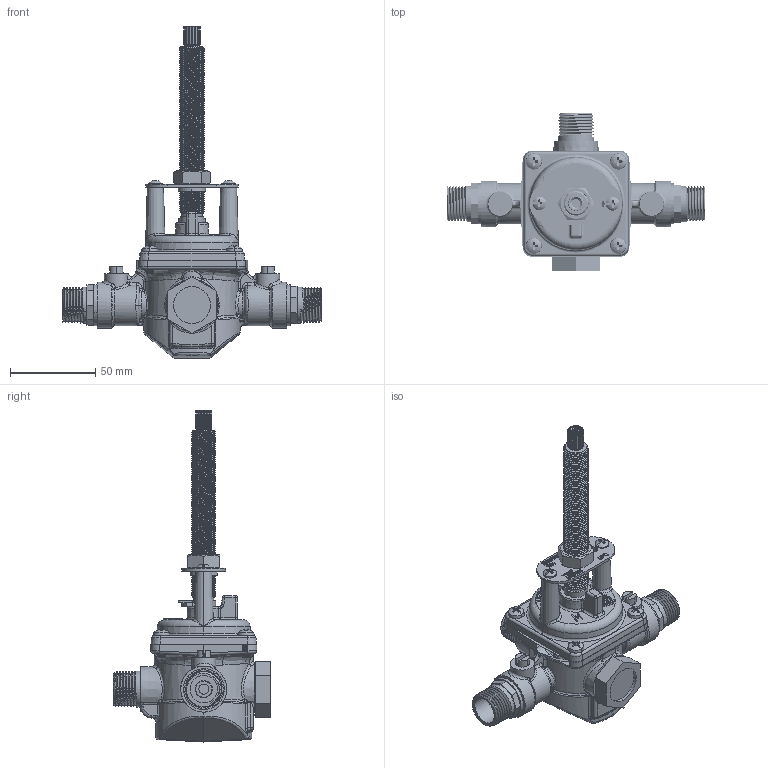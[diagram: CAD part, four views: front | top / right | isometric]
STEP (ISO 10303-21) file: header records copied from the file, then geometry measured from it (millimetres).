
FILE_DESCRIPTION((''),'2;1');
FILE_NAME('1-594_SW0002','2021-04-20T09:22:25',('rsmith'),(''),'CREO PARAMETRIC BY PTC INC, 2018400','CREO PARAMETRIC BY PTC INC, 2018400','');
FILE_SCHEMA(('AUTOMOTIVE_DESIGN { 1 0 10303 214 1 1 1 1 }'));
Products named in the file (1): 1-594_SW0002
Bounding box: 151.4 x 92.18 x 194.44 mm (x, y, z)
Volume: 259583.3 mm3; surface area: 52344.9 mm2
Topology: 1 solids, 3 shells, 2336 faces, 6249 edges, 3997 vertices
Faces by surface type: plane 977, cylinder 470, bspline 402, extrusion 281, cone 122, sphere 46, torus 38
Entity records: 168332 total; most frequent: CARTESIAN_POINT 77891, ORIENTED_EDGE 12468, PRESENTATION_STYLE_ASSIGNMENT 8758, DIRECTION 8385, STYLED_ITEM 6516, CURVE_STYLE 6515, EDGE_CURVE 6234, VERTEX_POINT 3997
